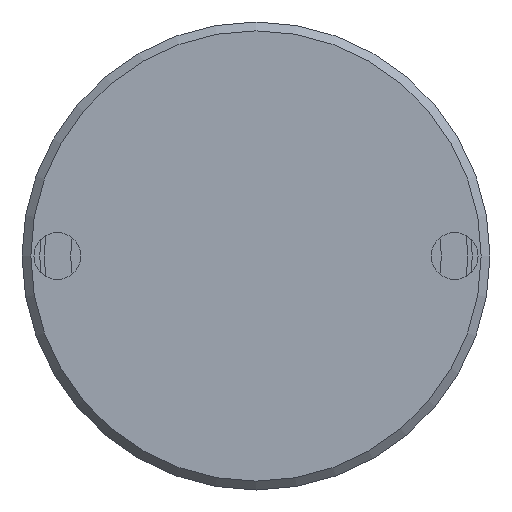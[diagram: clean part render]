
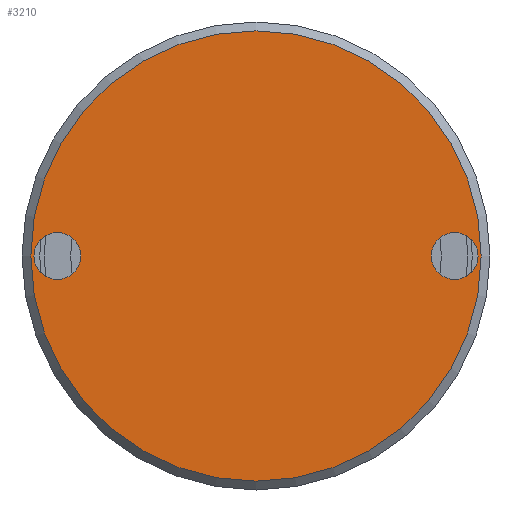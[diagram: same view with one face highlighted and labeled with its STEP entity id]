
A CAD part, left-side view. The second image highlights one B-rep face of the part: STEP entity #3210.
In plain terms, the highlighted planar face has unit normal (-1, 0, 0).
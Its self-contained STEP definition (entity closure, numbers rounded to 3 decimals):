
#308=FACE_BOUND('',#1003,.T.);
#309=FACE_BOUND('',#1004,.T.);
#533=CIRCLE('',#3794,2.65);
#535=CIRCLE('',#3798,2.65);
#539=CIRCLE('',#3804,25.5);
#747=FACE_OUTER_BOUND('',#1002,.T.);
#1002=EDGE_LOOP('',(#2850));
#1003=EDGE_LOOP('',(#2851));
#1004=EDGE_LOOP('',(#2852));
#1634=VERTEX_POINT('',#5787);
#1636=VERTEX_POINT('',#5794);
#1640=VERTEX_POINT('',#5805);
#2039=EDGE_CURVE('',#1634,#1634,#533,.T.);
#2042=EDGE_CURVE('',#1636,#1636,#535,.T.);
#2048=EDGE_CURVE('',#1640,#1640,#539,.T.);
#2850=ORIENTED_EDGE('',*,*,#2048,.F.);
#2851=ORIENTED_EDGE('',*,*,#2039,.T.);
#2852=ORIENTED_EDGE('',*,*,#2042,.T.);
#3013=PLANE('',#3805);
#3210=ADVANCED_FACE('',(#747,#308,#309),#3013,.T.);
#3794=AXIS2_PLACEMENT_3D('',#5788,#4816,#4817);
#3798=AXIS2_PLACEMENT_3D('',#5795,#4825,#4826);
#3804=AXIS2_PLACEMENT_3D('',#5807,#4839,#4840);
#3805=AXIS2_PLACEMENT_3D('',#5808,#4841,#4842);
#4816=DIRECTION('center_axis',(1.,0.,0.));
#4817=DIRECTION('ref_axis',(0.,0.,1.));
#4825=DIRECTION('center_axis',(1.,0.,0.));
#4826=DIRECTION('ref_axis',(0.,0.,1.));
#4839=DIRECTION('center_axis',(1.,0.,0.));
#4840=DIRECTION('ref_axis',(0.,-1.,0.));
#4841=DIRECTION('center_axis',(-1.,0.,0.));
#4842=DIRECTION('ref_axis',(0.,0.,1.));
#5787=CARTESIAN_POINT('',(0.,-22.5,-2.65));
#5788=CARTESIAN_POINT('Origin',(0.,-22.5,0.));
#5794=CARTESIAN_POINT('',(0.,22.5,-2.65));
#5795=CARTESIAN_POINT('Origin',(0.,22.5,0.));
#5805=CARTESIAN_POINT('',(0.,25.5,0.));
#5807=CARTESIAN_POINT('Origin',(0.,0.,0.));
#5808=CARTESIAN_POINT('Origin',(0.,26.5,0.));
